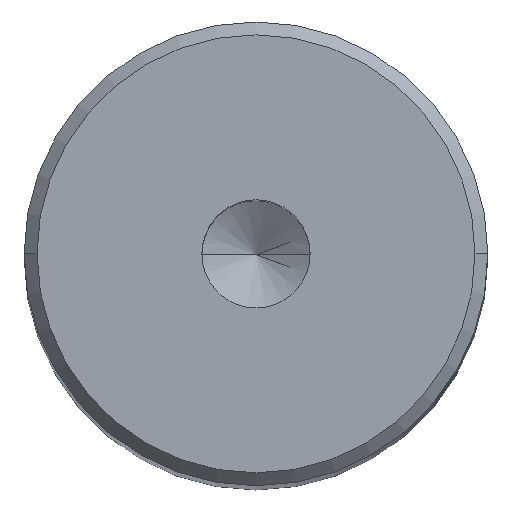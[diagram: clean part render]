
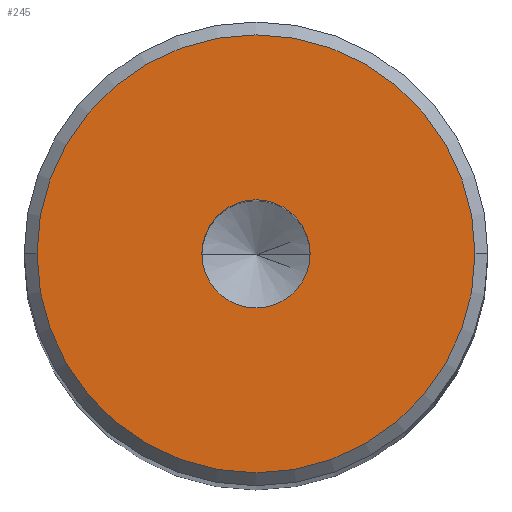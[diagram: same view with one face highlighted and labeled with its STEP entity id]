
A CAD part, top view. The second image highlights one B-rep face of the part: STEP entity #245.
In plain terms, the highlighted planar face has unit normal (0, 0, 1).
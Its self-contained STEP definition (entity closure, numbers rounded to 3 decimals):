
#10 = DIRECTION ( 'NONE',  ( 0., 0., 1. ) ) ;
#41 = EDGE_CURVE ( 'NONE', #480, #128, #339, .T. ) ;
#54 = DIRECTION ( 'NONE',  ( 1., 0., 0. ) ) ;
#63 = DIRECTION ( 'NONE',  ( 1., 0., 0. ) ) ;
#95 = DIRECTION ( 'NONE',  ( 0., 0., 1. ) ) ;
#96 = ORIENTED_EDGE ( 'NONE', *, *, #436, .F. ) ;
#118 = FACE_OUTER_BOUND ( 'NONE', #194, .T. ) ;
#128 = VERTEX_POINT ( 'NONE', #466 ) ;
#132 = DIRECTION ( 'NONE',  ( 1., 0., 0. ) ) ;
#138 = CARTESIAN_POINT ( 'NONE',  ( 0., 0., 0. ) ) ;
#141 = CARTESIAN_POINT ( 'NONE',  ( 0., 0., 0. ) ) ;
#194 = EDGE_LOOP ( 'NONE', ( #508, #235 ) ) ;
#209 = DIRECTION ( 'NONE',  ( 0., 0., 1. ) ) ;
#226 = EDGE_CURVE ( 'NONE', #128, #480, #370, .T. ) ;
#231 = DIRECTION ( 'NONE',  ( 0., 0., 1. ) ) ;
#235 = ORIENTED_EDGE ( 'NONE', *, *, #41, .T. ) ;
#240 = VERTEX_POINT ( 'NONE', #385 ) ;
#245 = ADVANCED_FACE ( 'NONE', ( #338, #118 ), #396, .T. ) ;
#260 = CIRCLE ( 'NONE', #399, 2.1 ) ;
#263 = DIRECTION ( 'NONE',  ( 1., 0., 0. ) ) ;
#287 = DIRECTION ( 'NONE',  ( 0., 0., 1. ) ) ;
#295 = AXIS2_PLACEMENT_3D ( 'NONE', #138, #231, #132 ) ;
#304 = ORIENTED_EDGE ( 'NONE', *, *, #583, .F. ) ;
#313 = CARTESIAN_POINT ( 'NONE',  ( 8.5, 0., 0. ) ) ;
#338 = FACE_BOUND ( 'NONE', #341, .T. ) ;
#339 = CIRCLE ( 'NONE', #429, 8.5 ) ;
#341 = EDGE_LOOP ( 'NONE', ( #304, #96 ) ) ;
#357 = AXIS2_PLACEMENT_3D ( 'NONE', #445, #209, #263 ) ;
#370 = CIRCLE ( 'NONE', #564, 8.5 ) ;
#385 = CARTESIAN_POINT ( 'NONE',  ( 2.1, 0., 0. ) ) ;
#396 = PLANE ( 'NONE',  #357 ) ;
#398 = CIRCLE ( 'NONE', #295, 2.1 ) ;
#399 = AXIS2_PLACEMENT_3D ( 'NONE', #141, #95, #539 ) ;
#418 = CARTESIAN_POINT ( 'NONE',  ( 0., 0., 0. ) ) ;
#429 = AXIS2_PLACEMENT_3D ( 'NONE', #418, #10, #54 ) ;
#436 = EDGE_CURVE ( 'NONE', #511, #240, #398, .T. ) ;
#445 = CARTESIAN_POINT ( 'NONE',  ( 0., 0., 0. ) ) ;
#466 = CARTESIAN_POINT ( 'NONE',  ( -8.5, 0., 0. ) ) ;
#470 = CARTESIAN_POINT ( 'NONE',  ( 0., 0., 0. ) ) ;
#480 = VERTEX_POINT ( 'NONE', #313 ) ;
#508 = ORIENTED_EDGE ( 'NONE', *, *, #226, .T. ) ;
#511 = VERTEX_POINT ( 'NONE', #549 ) ;
#539 = DIRECTION ( 'NONE',  ( 1., 0., 0. ) ) ;
#549 = CARTESIAN_POINT ( 'NONE',  ( -2.1, 0., 0. ) ) ;
#564 = AXIS2_PLACEMENT_3D ( 'NONE', #470, #287, #63 ) ;
#583 = EDGE_CURVE ( 'NONE', #240, #511, #260, .T. ) ;
